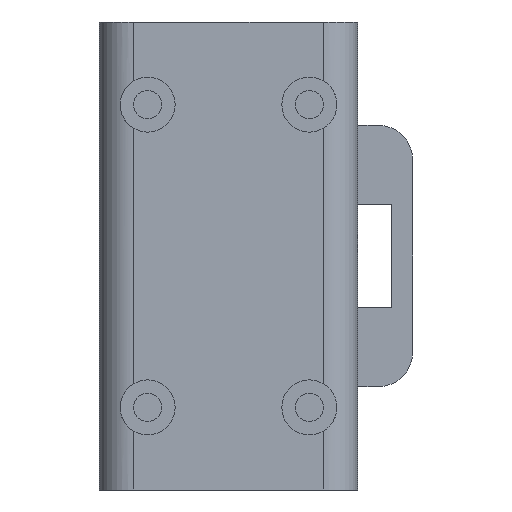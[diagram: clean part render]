
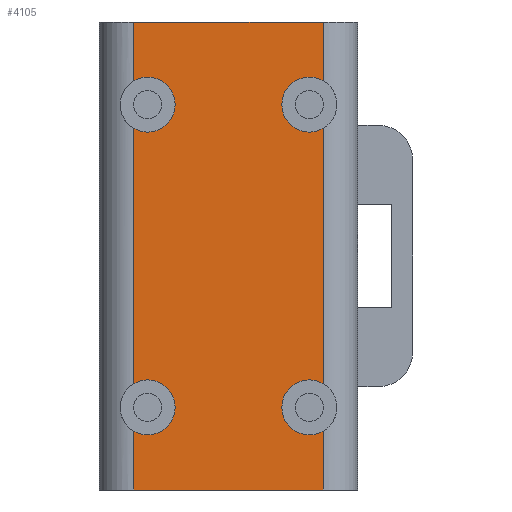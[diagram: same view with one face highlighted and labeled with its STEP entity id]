
A CAD part, front view. The second image highlights one B-rep face of the part: STEP entity #4105.
In plain terms, the highlighted planar face has unit normal (0, -1, 0).
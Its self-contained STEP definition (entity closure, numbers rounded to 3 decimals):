
#98=PLANE('',#4480);
#377=FACE_OUTER_BOUND('',#651,.T.);
#651=EDGE_LOOP('',(#3413,#3414,#3415,#3416,#3417,#3418,#3419,#3420,#3421,
#3422,#3423,#3424,#3425,#3426));
#989=LINE('',#7284,#1358);
#990=LINE('',#7286,#1359);
#991=LINE('',#7288,#1360);
#992=LINE('',#7289,#1361);
#993=LINE('',#7290,#1362);
#994=LINE('',#7292,#1363);
#995=LINE('',#7294,#1364);
#996=LINE('',#7295,#1365);
#1358=VECTOR('',#5413,10.);
#1359=VECTOR('',#5414,10.);
#1360=VECTOR('',#5415,10.);
#1361=VECTOR('',#5416,10.);
#1362=VECTOR('',#5417,10.);
#1363=VECTOR('',#5418,10.);
#1364=VECTOR('',#5419,10.);
#1365=VECTOR('',#5420,10.);
#1626=CIRCLE('',#4460,4.);
#1629=CIRCLE('',#4465,4.);
#1631=CIRCLE('',#4469,4.);
#1633=CIRCLE('',#4471,4.);
#1635=CIRCLE('',#4475,4.);
#1637=CIRCLE('',#4477,4.);
#1941=VERTEX_POINT('',#7162);
#1944=VERTEX_POINT('',#7177);
#1946=VERTEX_POINT('',#7193);
#1949=VERTEX_POINT('',#7208);
#1951=VERTEX_POINT('',#7224);
#1952=VERTEX_POINT('',#7225);
#1953=VERTEX_POINT('',#7244);
#1956=VERTEX_POINT('',#7254);
#1957=VERTEX_POINT('',#7255);
#1958=VERTEX_POINT('',#7274);
#1961=VERTEX_POINT('',#7285);
#1962=VERTEX_POINT('',#7287);
#1963=VERTEX_POINT('',#7291);
#1964=VERTEX_POINT('',#7293);
#2450=EDGE_CURVE('',#1944,#1941,#1626,.T.);
#2456=EDGE_CURVE('',#1949,#1946,#1629,.T.);
#2459=EDGE_CURVE('',#1952,#1953,#1631,.T.);
#2462=EDGE_CURVE('',#1953,#1951,#1633,.T.);
#2465=EDGE_CURVE('',#1957,#1958,#1635,.T.);
#2468=EDGE_CURVE('',#1958,#1956,#1637,.T.);
#2470=EDGE_CURVE('',#1944,#1946,#989,.T.);
#2471=EDGE_CURVE('',#1949,#1961,#990,.T.);
#2472=EDGE_CURVE('',#1962,#1961,#991,.T.);
#2473=EDGE_CURVE('',#1962,#1956,#992,.T.);
#2474=EDGE_CURVE('',#1957,#1951,#993,.T.);
#2475=EDGE_CURVE('',#1952,#1963,#994,.T.);
#2476=EDGE_CURVE('',#1964,#1963,#995,.T.);
#2477=EDGE_CURVE('',#1964,#1941,#996,.T.);
#3413=ORIENTED_EDGE('',*,*,#2450,.F.);
#3414=ORIENTED_EDGE('',*,*,#2470,.T.);
#3415=ORIENTED_EDGE('',*,*,#2456,.F.);
#3416=ORIENTED_EDGE('',*,*,#2471,.T.);
#3417=ORIENTED_EDGE('',*,*,#2472,.F.);
#3418=ORIENTED_EDGE('',*,*,#2473,.T.);
#3419=ORIENTED_EDGE('',*,*,#2468,.F.);
#3420=ORIENTED_EDGE('',*,*,#2465,.F.);
#3421=ORIENTED_EDGE('',*,*,#2474,.T.);
#3422=ORIENTED_EDGE('',*,*,#2462,.F.);
#3423=ORIENTED_EDGE('',*,*,#2459,.F.);
#3424=ORIENTED_EDGE('',*,*,#2475,.T.);
#3425=ORIENTED_EDGE('',*,*,#2476,.F.);
#3426=ORIENTED_EDGE('',*,*,#2477,.T.);
#4105=ADVANCED_FACE('',(#377),#98,.F.);
#4460=AXIS2_PLACEMENT_3D('',#7188,#5368,#5369);
#4465=AXIS2_PLACEMENT_3D('',#7219,#5379,#5380);
#4469=AXIS2_PLACEMENT_3D('',#7245,#5387,#5388);
#4471=AXIS2_PLACEMENT_3D('',#7249,#5392,#5393);
#4475=AXIS2_PLACEMENT_3D('',#7275,#5400,#5401);
#4477=AXIS2_PLACEMENT_3D('',#7279,#5405,#5406);
#4480=AXIS2_PLACEMENT_3D('',#7283,#5411,#5412);
#5368=DIRECTION('center_axis',(0.,-1.,0.));
#5369=DIRECTION('ref_axis',(-1.,0.,0.));
#5379=DIRECTION('center_axis',(0.,-1.,0.));
#5380=DIRECTION('ref_axis',(-1.,0.,0.));
#5387=DIRECTION('center_axis',(0.,-1.,0.));
#5388=DIRECTION('ref_axis',(-1.,0.,0.));
#5392=DIRECTION('center_axis',(0.,-1.,0.));
#5393=DIRECTION('ref_axis',(-1.,0.,0.));
#5400=DIRECTION('center_axis',(0.,-1.,0.));
#5401=DIRECTION('ref_axis',(-1.,0.,0.));
#5405=DIRECTION('center_axis',(0.,-1.,0.));
#5406=DIRECTION('ref_axis',(-1.,0.,0.));
#5411=DIRECTION('center_axis',(0.,1.,0.));
#5412=DIRECTION('ref_axis',(-1.,0.,0.));
#5413=DIRECTION('',(0.,0.,1.));
#5414=DIRECTION('',(0.,0.,1.));
#5415=DIRECTION('',(1.,0.,0.));
#5416=DIRECTION('',(0.,0.,-1.));
#5417=DIRECTION('',(0.,0.,-1.));
#5418=DIRECTION('',(0.,0.,-1.));
#5419=DIRECTION('',(-1.,0.,0.));
#5420=DIRECTION('',(0.,0.,1.));
#7162=CARTESIAN_POINT('',(13.75,-697.,-39.464));
#7177=CARTESIAN_POINT('',(13.75,-697.,-32.536));
#7188=CARTESIAN_POINT('Origin',(11.75,-697.,-36.));
#7193=CARTESIAN_POINT('',(13.75,-697.,4.536));
#7208=CARTESIAN_POINT('',(13.75,-697.,11.464));
#7219=CARTESIAN_POINT('Origin',(11.75,-697.,8.));
#7224=CARTESIAN_POINT('',(-13.75,-697.,-32.536));
#7225=CARTESIAN_POINT('',(-13.75,-697.,-39.464));
#7244=CARTESIAN_POINT('',(-7.75,-697.,-36.));
#7245=CARTESIAN_POINT('Origin',(-11.75,-697.,-36.));
#7249=CARTESIAN_POINT('Origin',(-11.75,-697.,-36.));
#7254=CARTESIAN_POINT('',(-13.75,-697.,11.464));
#7255=CARTESIAN_POINT('',(-13.75,-697.,4.536));
#7274=CARTESIAN_POINT('',(-7.75,-697.,8.));
#7275=CARTESIAN_POINT('Origin',(-11.75,-697.,8.));
#7279=CARTESIAN_POINT('Origin',(-11.75,-697.,8.));
#7283=CARTESIAN_POINT('Origin',(0.,-697.,-14.));
#7284=CARTESIAN_POINT('',(13.75,-697.,3.));
#7285=CARTESIAN_POINT('',(13.75,-697.,20.));
#7286=CARTESIAN_POINT('',(13.75,-697.,3.));
#7287=CARTESIAN_POINT('',(-13.75,-697.,20.));
#7288=CARTESIAN_POINT('',(18.75,-697.,20.));
#7289=CARTESIAN_POINT('',(-13.75,-697.,-31.));
#7290=CARTESIAN_POINT('',(-13.75,-697.,-31.));
#7291=CARTESIAN_POINT('',(-13.75,-697.,-48.));
#7292=CARTESIAN_POINT('',(-13.75,-697.,-31.));
#7293=CARTESIAN_POINT('',(13.75,-697.,-48.));
#7294=CARTESIAN_POINT('',(-18.75,-697.,-48.));
#7295=CARTESIAN_POINT('',(13.75,-697.,3.));
